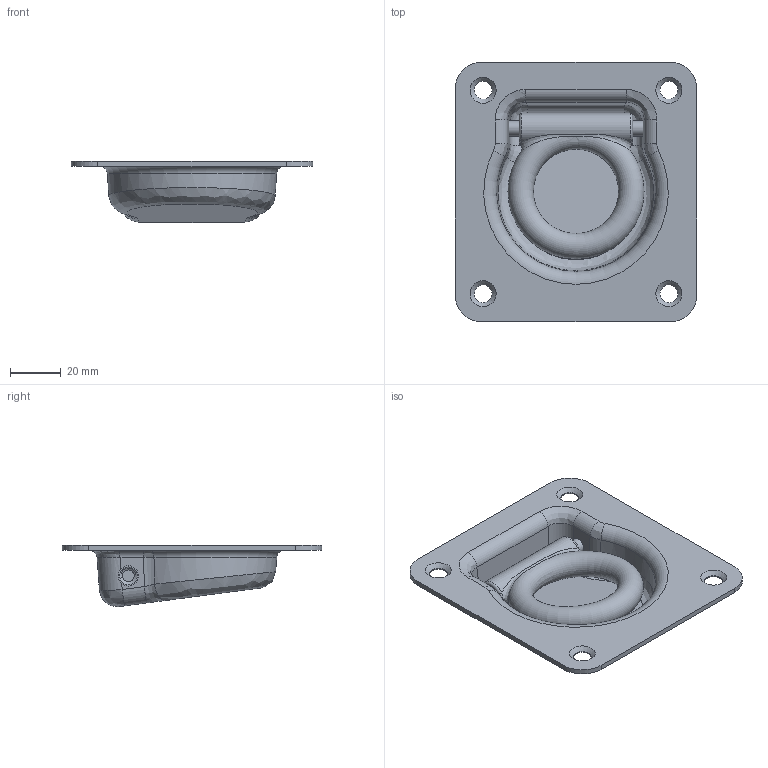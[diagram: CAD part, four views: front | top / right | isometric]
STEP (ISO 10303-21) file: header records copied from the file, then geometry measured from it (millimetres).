
FILE_DESCRIPTION(('FreeCAD Model'),'2;1');
FILE_NAME('Open CASCADE Shape Model','2025-05-04T14:15:30',('FreeCAD'),( 'FreeCAD'),'Open CASCADE STEP processor 7.6','FreeCAD','Unknown');
FILE_SCHEMA(('AUTOMOTIVE_DESIGN { 1 0 10303 214 1 1 1 1 }'));
Length unit declared in the file: millimetre
Products named in the file (1): Open CASCADE STEP translator 7.6 1
Bounding box: 95 x 102 x 24.13 mm (x, y, z)
Volume: 39650.9 mm3; surface area: 33215.4 mm2
Topology: 3 solids, 3 shells, 91 faces, 215 edges, 131 vertices
Faces by surface type: cylinder 31, bspline 25, plane 22, cone 8, torus 5
Full cylindrical faces by diameter (mm): 6 x4, 7 x4, 8 x2
Entity records: 3893 total; most frequent: CARTESIAN_POINT 1843, ORIENTED_EDGE 430, DIRECTION 406, EDGE_CURVE 215, AXIS2_PLACEMENT_3D 169, VERTEX_POINT 131, FACE_BOUND 108, EDGE_LOOP 108
